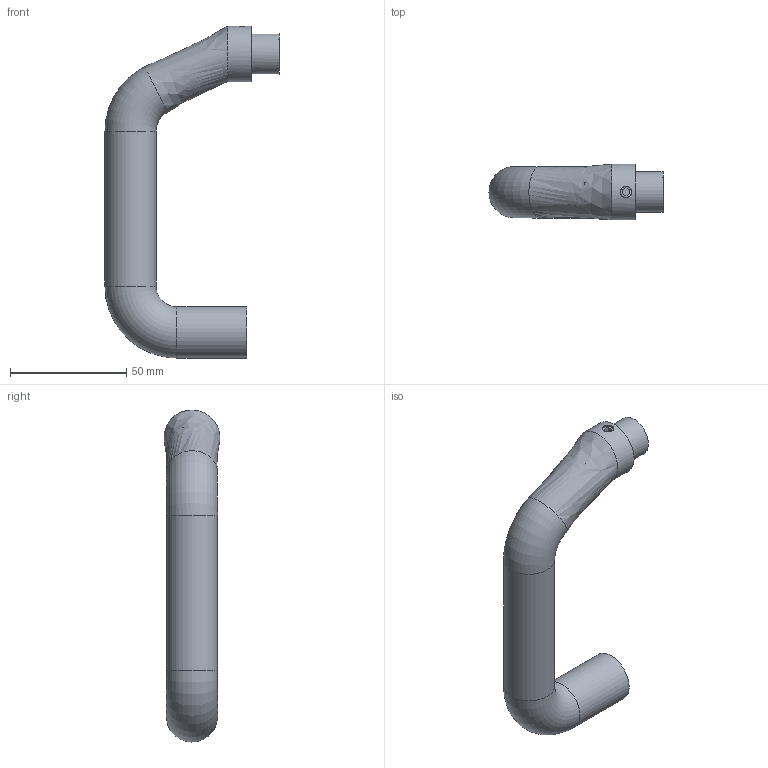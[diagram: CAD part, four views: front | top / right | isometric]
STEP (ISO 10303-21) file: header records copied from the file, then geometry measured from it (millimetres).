
FILE_DESCRIPTION (( 'STEP AP203' ), '1' );
FILE_NAME ('15511-AMF.STEP', '2022-05-13T11:54:52', ( '' ), ( '' ), 'SwSTEP 2.0', 'SolidWorks 2018', '' );
FILE_SCHEMA (( 'CONFIG_CONTROL_DESIGN' ));
Length unit declared in the file: millimetre
Products named in the file (3): 15511-AMF Teil1_15511-AMF Teil1; DIN914_DIN 914 M6x8; 15511-AMF
Assembly tree (2 placements, depth 2):
  15511-AMF
    15511-AMF Teil1_15511-AMF Teil1
    DIN914_DIN 914 M6x8
Bounding box: 75 x 23.99 x 143 mm (x, y, z)
Volume: 74677.4 mm3; surface area: 16381.5 mm2
Topology: 2 solids, 2 shells, 242 faces, 638 edges, 423 vertices
Faces by surface type: plane 167, bspline 65, cylinder 6, torus 2, cone 2
Full cylindrical faces by diameter (mm): 5 x1, 6 x1, 17.5 x1, 22 x2, 24 x1
Entity records: 11025 total; most frequent: CARTESIAN_POINT 5260, ORIENTED_EDGE 1244, DIRECTION 864, EDGE_CURVE 622, LINE 468, VECTOR 468, VERTEX_POINT 418, EDGE_LOOP 278
